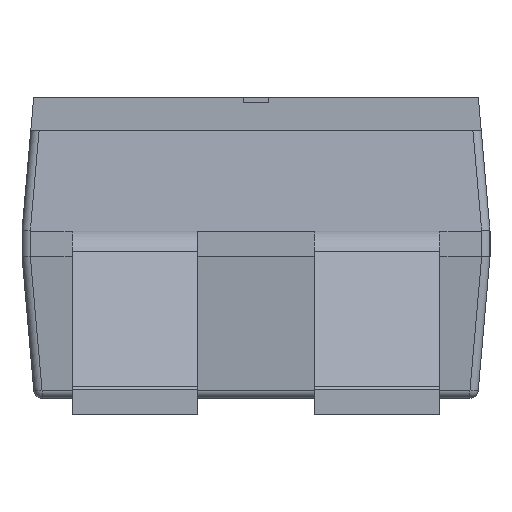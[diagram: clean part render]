
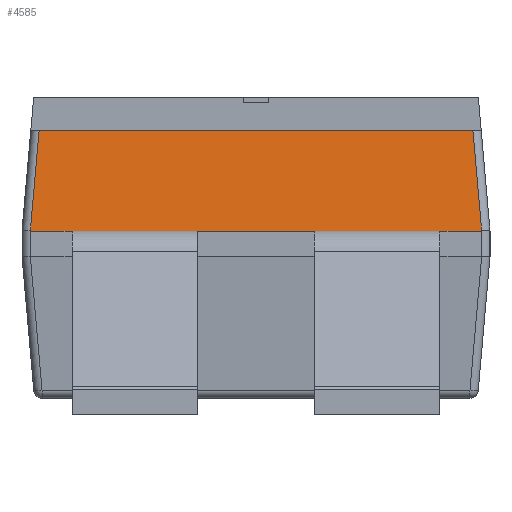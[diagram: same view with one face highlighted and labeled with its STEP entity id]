
A CAD part, left-side view. The second image highlights one B-rep face of the part: STEP entity #4585.
In plain terms, the highlighted planar face has unit normal (-0.996, 0, 0.087).
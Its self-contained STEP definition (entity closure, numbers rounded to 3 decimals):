
#2046=CARTESIAN_POINT('',(-1.6,1.1,-0.8));
#2047=VERTEX_POINT('',#2046);
#2048=CARTESIAN_POINT('',(-1.6,1.35,-0.8));
#2049=VERTEX_POINT('',#2048);
#2050=CARTESIAN_POINT('',(-1.6,1.1,-0.8));
#2051=DIRECTION('',(0.,1.,0.));
#2052=VECTOR('',#2051,0.25);
#2053=LINE('',#2050,#2052);
#2054=EDGE_CURVE('NONE',#2047,#2049,#2053,.T.);
#2088=CARTESIAN_POINT('',(-1.6,0.35,-0.8));
#2089=VERTEX_POINT('',#2088);
#2104=CARTESIAN_POINT('',(-1.6,-0.35,-0.8));
#2105=VERTEX_POINT('',#2104);
#2112=CARTESIAN_POINT('',(-1.6,-0.35,-0.8));
#2113=DIRECTION('',(0.,1.,0.));
#2114=VECTOR('',#2113,0.7);
#2115=LINE('',#2112,#2114);
#2116=EDGE_CURVE('NONE',#2105,#2089,#2115,.T.);
#2167=CARTESIAN_POINT('',(-1.6,-1.35,-0.8));
#2168=VERTEX_POINT('',#2167);
#2175=CARTESIAN_POINT('',(-1.6,-1.1,-0.8));
#2176=VERTEX_POINT('',#2175);
#2177=CARTESIAN_POINT('',(-1.6,-1.35,-0.8));
#2178=DIRECTION('',(0.,1.,0.));
#2179=VECTOR('',#2178,0.25);
#2180=LINE('',#2177,#2179);
#2181=EDGE_CURVE('NONE',#2168,#2176,#2180,.T.);
#2299=CARTESIAN_POINT('',(-1.548,1.298,-0.2));
#2300=VERTEX_POINT('',#2299);
#2301=CARTESIAN_POINT('',(-1.548,-1.298,-0.2));
#2302=VERTEX_POINT('',#2301);
#2303=CARTESIAN_POINT('',(-1.548,1.298,-0.2));
#2304=DIRECTION('',(-0.,-1.,-0.));
#2305=VECTOR('',#2304,2.595);
#2306=LINE('',#2303,#2305);
#2307=EDGE_CURVE('NONE',#2300,#2302,#2306,.T.);
#3024=CARTESIAN_POINT('',(-1.6,1.1,-0.8));
#3025=DIRECTION('',(0.,-1.,0.));
#3026=VECTOR('',#3025,0.75);
#3027=LINE('',#3024,#3026);
#3028=EDGE_CURVE('NONE',#2047,#2089,#3027,.T.);
#3825=CARTESIAN_POINT('',(-1.6,-0.35,-0.8));
#3826=DIRECTION('',(0.,-1.,0.));
#3827=VECTOR('',#3826,0.75);
#3828=LINE('',#3825,#3827);
#3829=EDGE_CURVE('NONE',#2105,#2176,#3828,.T.);
#4542=CARTESIAN_POINT('',(-1.548,0.,-0.2));
#4543=DIRECTION('',(0.996,0.,-0.087));
#4544=DIRECTION('',(0.,-1.,0.));
#4545=AXIS2_PLACEMENT_3D('',#4542,#4543,#4544);
#4546=PLANE('',#4545);
#4547=CARTESIAN_POINT('',(-1.6,-1.35,-0.8));
#4548=VERTEX_POINT('',#4547);
#4549=CARTESIAN_POINT('',(-1.55,-1.35,-0.8));
#4550=DIRECTION('',(-0.,-0.,-1.));
#4551=DIRECTION('',(1.,0.,-0.));
#4552=AXIS2_PLACEMENT_3D('',#4549,#4550,#4551);
#4553=CIRCLE('',#4552,0.05);
#4554=EDGE_CURVE('NONE',#4548,#2168,#4553,.T.);
#4555=ORIENTED_EDGE('',*,*,#4554,.F.);
#4556=CARTESIAN_POINT('',(-1.6,-1.35,-0.8));
#4557=DIRECTION('',(0.087,0.087,0.992));
#4558=VECTOR('',#4557,0.605);
#4559=LINE('',#4556,#4558);
#4560=EDGE_CURVE('NONE',#4548,#2302,#4559,.T.);
#4561=ORIENTED_EDGE('',*,*,#4560,.T.);
#4562=ORIENTED_EDGE('',*,*,#2307,.F.);
#4563=CARTESIAN_POINT('',(-1.6,1.35,-0.8));
#4564=VERTEX_POINT('',#4563);
#4565=CARTESIAN_POINT('',(-1.548,1.298,-0.2));
#4566=DIRECTION('',(-0.087,0.087,-0.992));
#4567=VECTOR('',#4566,0.605);
#4568=LINE('',#4565,#4567);
#4569=EDGE_CURVE('NONE',#2300,#4564,#4568,.T.);
#4570=ORIENTED_EDGE('',*,*,#4569,.T.);
#4571=CARTESIAN_POINT('',(-1.55,1.35,-0.8));
#4572=DIRECTION('',(-0.,-0.,-1.));
#4573=DIRECTION('',(1.,0.,-0.));
#4574=AXIS2_PLACEMENT_3D('',#4571,#4572,#4573);
#4575=CIRCLE('',#4574,0.05);
#4576=EDGE_CURVE('NONE',#2049,#4564,#4575,.T.);
#4577=ORIENTED_EDGE('',*,*,#4576,.F.);
#4578=ORIENTED_EDGE('',*,*,#2054,.F.);
#4579=ORIENTED_EDGE('',*,*,#3028,.T.);
#4580=ORIENTED_EDGE('',*,*,#2116,.F.);
#4581=ORIENTED_EDGE('',*,*,#3829,.T.);
#4582=ORIENTED_EDGE('',*,*,#2181,.F.);
#4583=EDGE_LOOP('',(#4555,#4561,#4562,#4570,#4577,#4578,#4579,#4580,#4581,#4582));
#4584=FACE_BOUND('',#4583,.T.);
#4585=ADVANCED_FACE('NONE',(#4584),#4546,.F.);
